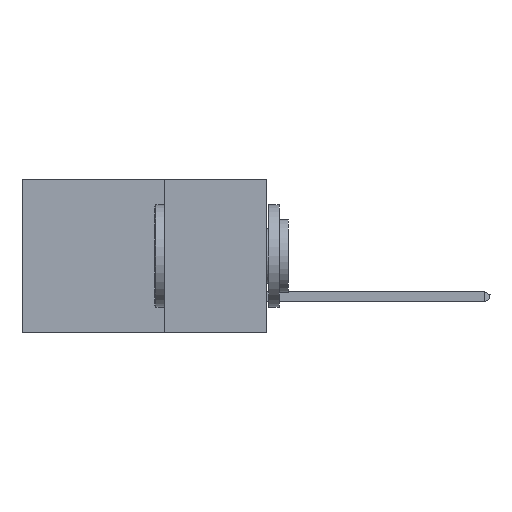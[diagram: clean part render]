
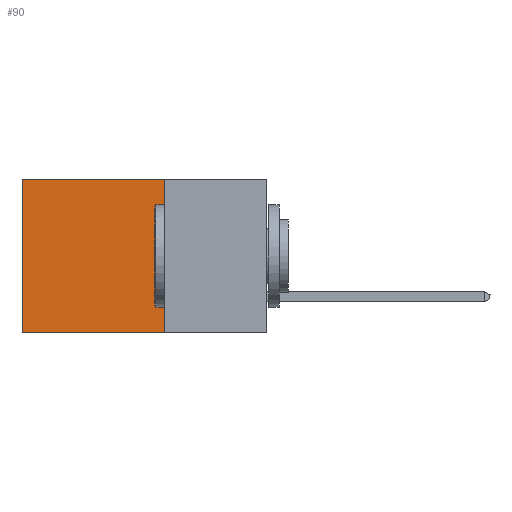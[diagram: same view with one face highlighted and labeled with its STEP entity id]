
A CAD part, left-side view. The second image highlights one B-rep face of the part: STEP entity #90.
In plain terms, the highlighted planar face has unit normal (-1, 0, 0).
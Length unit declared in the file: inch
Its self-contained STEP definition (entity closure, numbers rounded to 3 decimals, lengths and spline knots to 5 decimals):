
#4 = VERTEX_POINT ( 'NONE', #7378 ) ;
#90 = ADVANCED_FACE ( 'NONE', ( #7047 ), #4813, .F. ) ;
#468 = LINE ( 'NONE', #1779, #4655 ) ;
#625 = DIRECTION ( 'NONE',  ( 1., 0., 0. ) ) ;
#956 = VERTEX_POINT ( 'NONE', #7833 ) ;
#1250 = DIRECTION ( 'NONE',  ( 0., 1., 0. ) ) ;
#1429 = DIRECTION ( 'NONE',  ( 0., 0., -1. ) ) ;
#1538 = LINE ( 'NONE', #6852, #2954 ) ;
#1779 = CARTESIAN_POINT ( 'NONE',  ( 0.2875, 0.25, -0.375 ) ) ;
#2489 = EDGE_CURVE ( 'NONE', #6346, #956, #2764, .T. ) ;
#2558 = CARTESIAN_POINT ( 'NONE',  ( 0.2875, 0.25, -0.375 ) ) ;
#2764 = LINE ( 'NONE', #6138, #4502 ) ;
#2919 = EDGE_CURVE ( 'NONE', #6346, #5566, #468, .T. ) ;
#2954 = VECTOR ( 'NONE', #1429, 39.37008 ) ;
#3259 = CARTESIAN_POINT ( 'NONE',  ( 0.2875, 0.25, 0. ) ) ;
#3329 = ORIENTED_EDGE ( 'NONE', *, *, #2489, .T. ) ;
#3334 = CARTESIAN_POINT ( 'NONE',  ( 0.2875, 0.25, -0.375 ) ) ;
#3692 = CARTESIAN_POINT ( 'NONE',  ( 0.2875, 0.25, -0.375 ) ) ;
#4502 = VECTOR ( 'NONE', #8234, 39.37008 ) ;
#4550 = DIRECTION ( 'NONE',  ( 0., 0., -1. ) ) ;
#4655 = VECTOR ( 'NONE', #4550, 39.37008 ) ;
#4813 = PLANE ( 'NONE',  #8471 ) ;
#5301 = EDGE_LOOP ( 'NONE', ( #7155, #6931, #7635, #3329 ) ) ;
#5325 = EDGE_CURVE ( 'NONE', #956, #4, #1538, .T. ) ;
#5566 = VERTEX_POINT ( 'NONE', #3692 ) ;
#6138 = CARTESIAN_POINT ( 'NONE',  ( 0.2875, 0.25, 0. ) ) ;
#6198 = VECTOR ( 'NONE', #1250, 39.37008 ) ;
#6346 = VERTEX_POINT ( 'NONE', #3259 ) ;
#6351 = EDGE_CURVE ( 'NONE', #5566, #4, #7831, .T. ) ;
#6852 = CARTESIAN_POINT ( 'NONE',  ( 0.2875, 0.6, -0.375 ) ) ;
#6931 = ORIENTED_EDGE ( 'NONE', *, *, #6351, .F. ) ;
#7047 = FACE_OUTER_BOUND ( 'NONE', #5301, .T. ) ;
#7155 = ORIENTED_EDGE ( 'NONE', *, *, #5325, .T. ) ;
#7378 = CARTESIAN_POINT ( 'NONE',  ( 0.2875, 0.6, -0.375 ) ) ;
#7635 = ORIENTED_EDGE ( 'NONE', *, *, #2919, .F. ) ;
#7831 = LINE ( 'NONE', #2558, #6198 ) ;
#7833 = CARTESIAN_POINT ( 'NONE',  ( 0.2875, 0.6, 0. ) ) ;
#8234 = DIRECTION ( 'NONE',  ( 0., 1., 0. ) ) ;
#8471 = AXIS2_PLACEMENT_3D ( 'NONE', #3334, #625, #8955 ) ;
#8955 = DIRECTION ( 'NONE',  ( 0., 0., -1. ) ) ;
